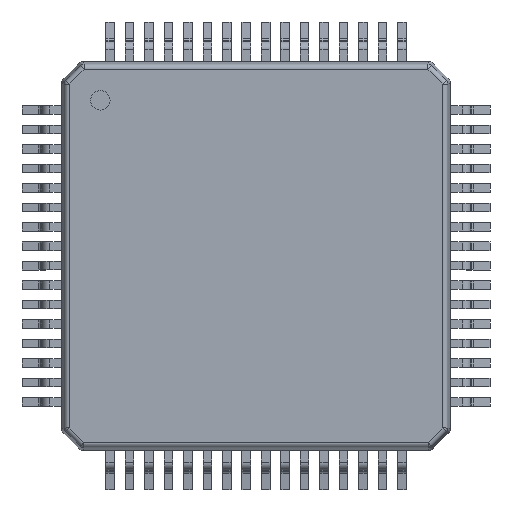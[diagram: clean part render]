
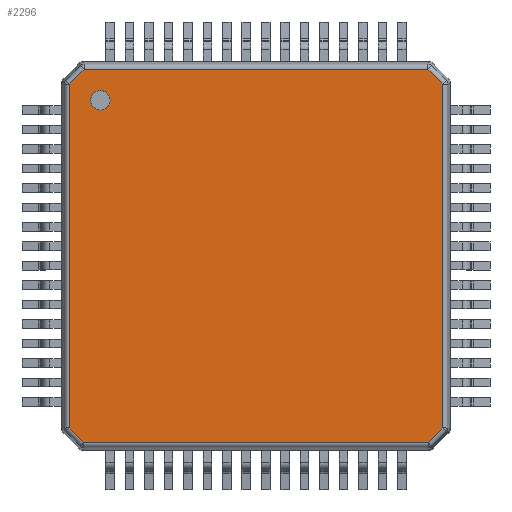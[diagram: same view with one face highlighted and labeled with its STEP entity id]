
A CAD part, top view. The second image highlights one B-rep face of the part: STEP entity #2296.
In plain terms, the highlighted face is planar.
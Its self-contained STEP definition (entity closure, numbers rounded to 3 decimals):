
#28=CARTESIAN_POINT('',(-4.,0.437,-4.));
#29=DIRECTION('',(0.,1.,0.));
#30=DIRECTION('',(1.,0.,0.));
#31=AXIS2_PLACEMENT_3D('',#28,#29,#30);
#37=CARTESIAN_POINT('',(-4.,0.437,-4.));
#38=DIRECTION('',(0.,1.,0.));
#39=DIRECTION('',(-1.,0.,0.));
#40=AXIS2_PLACEMENT_3D('',#37,#38,#39);
#45=DIRECTION('',(0.,0.,1.));
#46=VECTOR('',#45,8.842);
#47=CARTESIAN_POINT('',(-4.804,0.437,-4.419));
#48=LINE('',#47,#46);
#167=DIRECTION('',(-0.707,0.,-0.707));
#168=VECTOR('',#167,0.539);
#169=CARTESIAN_POINT('',(-4.423,0.437,4.804));
#170=LINE('',#169,#168);
#198=DIRECTION('',(1.,0.,0.));
#199=VECTOR('',#198,8.847);
#200=CARTESIAN_POINT('',(-4.423,0.437,4.804));
#201=LINE('',#200,#199);
#243=DIRECTION('',(-0.707,0.,0.707));
#244=VECTOR('',#243,0.539);
#245=CARTESIAN_POINT('',(4.804,0.437,4.423));
#246=LINE('',#245,#244);
#351=DIRECTION('',(0.,0.,-1.));
#352=VECTOR('',#351,8.842);
#353=CARTESIAN_POINT('',(4.804,0.437,4.423));
#354=LINE('',#353,#352);
#396=DIRECTION('',(0.707,0.,0.707));
#397=VECTOR('',#396,0.545);
#398=CARTESIAN_POINT('',(4.419,0.437,-4.804));
#399=LINE('',#398,#397);
#504=DIRECTION('',(-1.,0.,0.));
#505=VECTOR('',#504,8.838);
#506=CARTESIAN_POINT('',(4.419,0.437,-4.804));
#507=LINE('',#506,#505);
#549=DIRECTION('',(0.707,0.,-0.707));
#550=VECTOR('',#549,0.545);
#551=CARTESIAN_POINT('',(-4.804,0.437,-4.419));
#552=LINE('',#551,#550);
#1971=CARTESIAN_POINT('',(-4.804,0.437,-4.419));
#1972=CARTESIAN_POINT('',(-4.804,0.437,4.423));
#1973=VERTEX_POINT('',#1971);
#1974=VERTEX_POINT('',#1972);
#1983=CARTESIAN_POINT('',(-4.419,0.437,-4.804));
#1984=VERTEX_POINT('',#1983);
#1985=CARTESIAN_POINT('',(4.419,0.437,-4.804));
#1986=VERTEX_POINT('',#1985);
#1995=CARTESIAN_POINT('',(4.804,0.437,-4.419));
#1996=VERTEX_POINT('',#1995);
#1997=CARTESIAN_POINT('',(4.804,0.437,4.423));
#1998=VERTEX_POINT('',#1997);
#2007=CARTESIAN_POINT('',(4.423,0.437,4.804));
#2008=VERTEX_POINT('',#2007);
#2009=CARTESIAN_POINT('',(-4.423,0.437,4.804));
#2010=VERTEX_POINT('',#2009);
#2135=CARTESIAN_POINT('',(-3.75,0.437,-4.));
#2136=CARTESIAN_POINT('',(-4.25,0.437,-4.));
#2137=VERTEX_POINT('',#2135);
#2138=VERTEX_POINT('',#2136);
#2267=CARTESIAN_POINT('',(0.,0.437,0.));
#2268=DIRECTION('',(0.,1.,0.));
#2269=DIRECTION('',(1.,0.,0.));
#2270=AXIS2_PLACEMENT_3D('',#2267,#2268,#2269);
#2271=PLANE('',#2270);
#2273=ORIENTED_EDGE('',*,*,#2272,.F.);
#2275=ORIENTED_EDGE('',*,*,#2274,.T.);
#2277=ORIENTED_EDGE('',*,*,#2276,.F.);
#2279=ORIENTED_EDGE('',*,*,#2278,.T.);
#2281=ORIENTED_EDGE('',*,*,#2280,.F.);
#2283=ORIENTED_EDGE('',*,*,#2282,.T.);
#2285=ORIENTED_EDGE('',*,*,#2284,.F.);
#2287=ORIENTED_EDGE('',*,*,#2286,.T.);
#2288=EDGE_LOOP('',(#2273,#2275,#2277,#2279,#2281,#2283,#2285,#2287));
#2289=FACE_OUTER_BOUND('',#2288,.F.);
#2291=ORIENTED_EDGE('',*,*,#2290,.T.);
#2293=ORIENTED_EDGE('',*,*,#2292,.T.);
#2294=EDGE_LOOP('',(#2291,#2293));
#2295=FACE_BOUND('',#2294,.F.);
#32=CIRCLE('',#31,0.25);
#41=CIRCLE('',#40,0.25);
#2272=EDGE_CURVE('',#1973,#1974,#48,.T.);
#2274=EDGE_CURVE('',#1973,#1984,#552,.T.);
#2276=EDGE_CURVE('',#1986,#1984,#507,.T.);
#2278=EDGE_CURVE('',#1986,#1996,#399,.T.);
#2280=EDGE_CURVE('',#1998,#1996,#354,.T.);
#2282=EDGE_CURVE('',#1998,#2008,#246,.T.);
#2284=EDGE_CURVE('',#2010,#2008,#201,.T.);
#2286=EDGE_CURVE('',#2010,#1974,#170,.T.);
#2290=EDGE_CURVE('',#2137,#2138,#32,.T.);
#2292=EDGE_CURVE('',#2138,#2137,#41,.T.);
#2296=ADVANCED_FACE('',(#2289,#2295),#2271,.T.);
